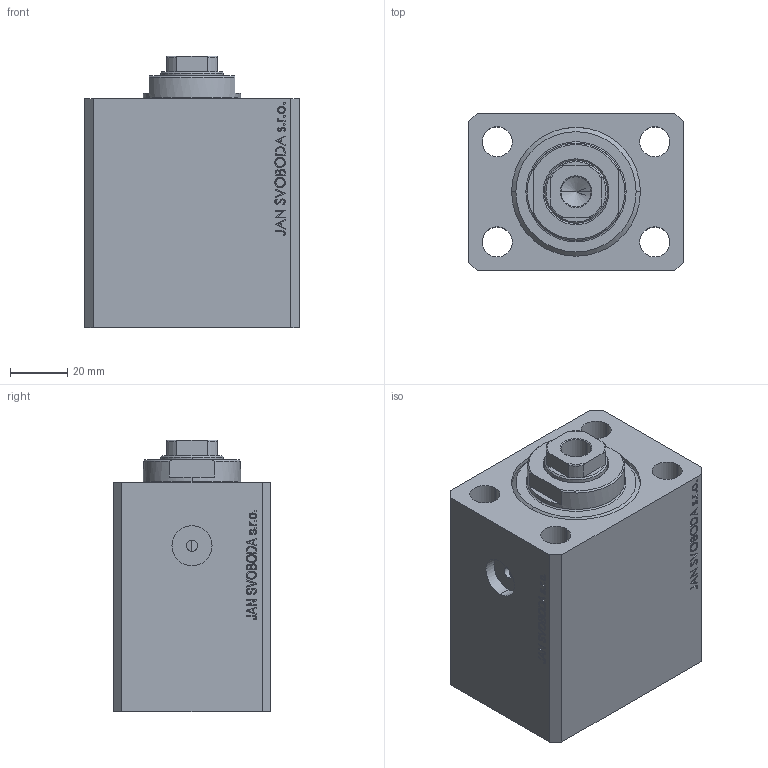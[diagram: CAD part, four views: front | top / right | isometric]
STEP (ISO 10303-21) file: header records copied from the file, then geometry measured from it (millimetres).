
FILE_DESCRIPTION (( 'STEP AP203' ), '1' );
FILE_NAME ('6348.STEP', '2022-04-09T13:12:37', ( '' ), ( '' ), 'SwSTEP 2.0', 'SolidWorks 2019', '' );
FILE_SCHEMA (( 'CONFIG_CONTROL_DESIGN' ));
Length unit declared in the file: millimetre
Products named in the file (4): V250CE_C_VCP 6f85d51b40462831a6218cacf9ecb899; 6348; V250CE_VC_C 6f85d51b40462831a6218cacf9ecb899; V250CE_C_Body 6f85d51b40462831a6218cacf9ecb899
Assembly tree (3 placements, depth 2):
  6348
    V250CE_C_Body 6f85d51b40462831a6218cacf9ecb899
    V250CE_C_VCP 6f85d51b40462831a6218cacf9ecb899
    V250CE_VC_C 6f85d51b40462831a6218cacf9ecb899
Bounding box: 75 x 55 x 94.9 mm (x, y, z)
Volume: 296212.6 mm3; surface area: 67225.8 mm2
Topology: 3 solids, 3 shells, 872 faces, 2262 edges, 1497 vertices
Faces by surface type: plane 428, bspline 374, cylinder 50, cone 14, torus 6
Entity records: 44748 total; most frequent: CARTESIAN_POINT 25483, ORIENTED_EDGE 4520, DIRECTION 2610, EDGE_CURVE 2260, VERTEX_POINT 1497, VECTOR 1370, LINE 1370, EDGE_LOOP 993
